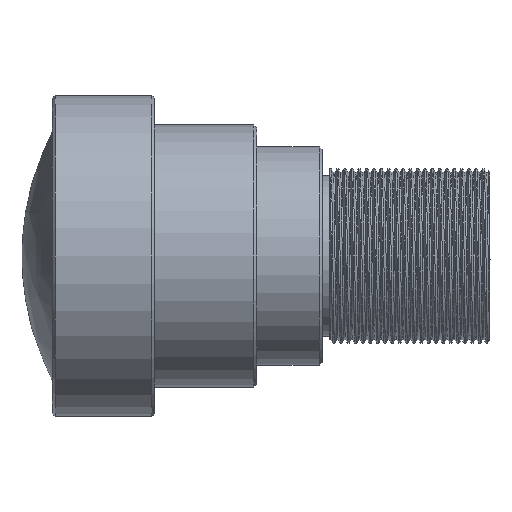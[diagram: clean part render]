
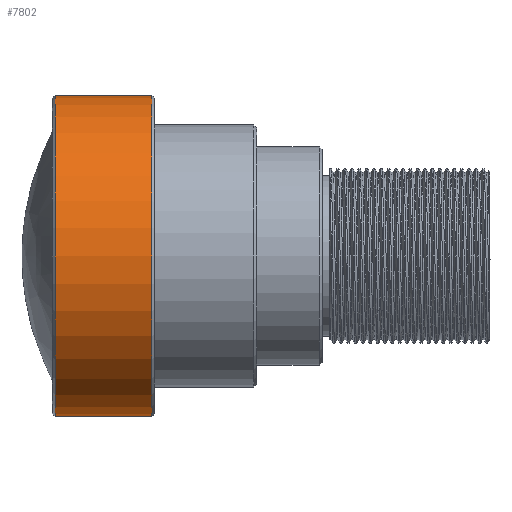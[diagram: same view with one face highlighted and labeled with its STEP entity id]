
A CAD part, front view. The second image highlights one B-rep face of the part: STEP entity #7802.
In plain terms, the highlighted cylindrical face has radius 11 mm (diameter 22 mm), a full revolution.
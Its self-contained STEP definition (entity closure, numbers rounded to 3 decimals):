
#134 = CIRCLE ( 'NONE', #5516, 11. ) ;
#402 = FACE_OUTER_BOUND ( 'NONE', #2039, .T. ) ;
#943 = EDGE_LOOP ( 'NONE', ( #4035 ) ) ;
#952 = EDGE_CURVE ( 'NONE', #7252, #7252, #134, .T. ) ;
#1717 = CARTESIAN_POINT ( 'NONE',  ( 1.604, 0., 0. ) ) ;
#1787 = VERTEX_POINT ( 'NONE', #2326 ) ;
#2039 = EDGE_LOOP ( 'NONE', ( #6414 ) ) ;
#2326 = CARTESIAN_POINT ( 'NONE',  ( -23.2, 0., 11. ) ) ;
#2444 = CIRCLE ( 'NONE', #8449, 11. ) ;
#3248 = DIRECTION ( 'NONE',  ( 1., 0., 0. ) ) ;
#4035 = ORIENTED_EDGE ( 'NONE', *, *, #952, .T. ) ;
#4076 = FACE_OUTER_BOUND ( 'NONE', #943, .T. ) ;
#4112 = CARTESIAN_POINT ( 'NONE',  ( -23.2, 0., 0. ) ) ;
#4259 = DIRECTION ( 'NONE',  ( 0., 0., 1. ) ) ;
#4659 = DIRECTION ( 'NONE',  ( 0., 0., 1. ) ) ;
#5516 = AXIS2_PLACEMENT_3D ( 'NONE', #9040, #3248, #6196 ) ;
#5951 = CARTESIAN_POINT ( 'NONE',  ( -29.8, 0., 11. ) ) ;
#6196 = DIRECTION ( 'NONE',  ( 0., 0., 1. ) ) ;
#6332 = DIRECTION ( 'NONE',  ( -1., 0., 0. ) ) ;
#6414 = ORIENTED_EDGE ( 'NONE', *, *, #9438, .T. ) ;
#6923 = DIRECTION ( 'NONE',  ( -1., 0., 0. ) ) ;
#7252 = VERTEX_POINT ( 'NONE', #5951 ) ;
#7802 = ADVANCED_FACE ( 'NONE', ( #4076, #402 ), #8325, .T. ) ;
#8003 = AXIS2_PLACEMENT_3D ( 'NONE', #1717, #6923, #4659 ) ;
#8325 = CYLINDRICAL_SURFACE ( 'NONE', #8003, 11. ) ;
#8449 = AXIS2_PLACEMENT_3D ( 'NONE', #4112, #6332, #4259 ) ;
#9040 = CARTESIAN_POINT ( 'NONE',  ( -29.8, 0., 0. ) ) ;
#9438 = EDGE_CURVE ( 'NONE', #1787, #1787, #2444, .T. ) ;
